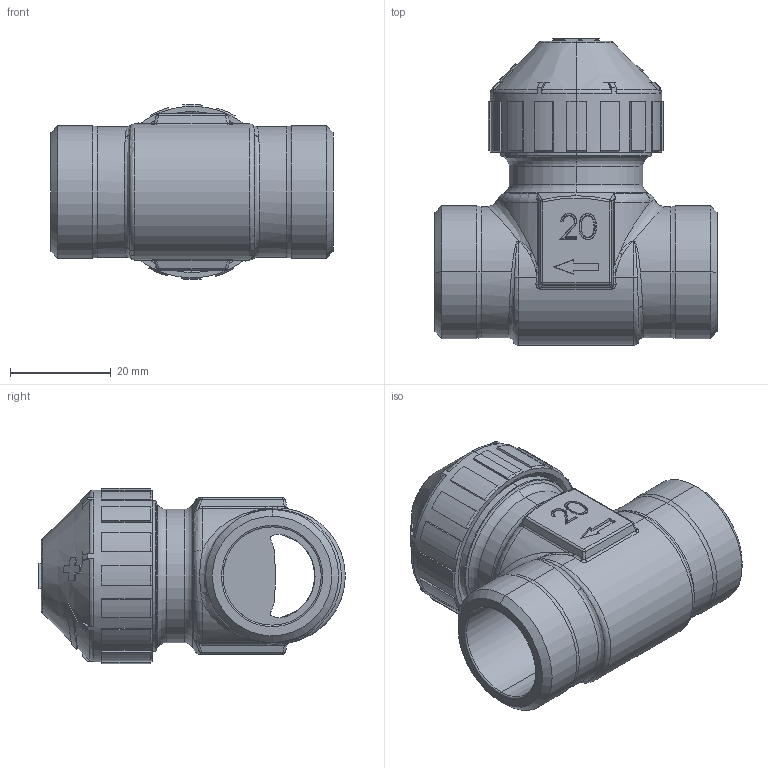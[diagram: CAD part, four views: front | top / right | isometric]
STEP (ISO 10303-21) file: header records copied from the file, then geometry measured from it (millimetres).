
FILE_DESCRIPTION (( 'STEP AP203' ), '1' );
FILE_NAME ('213134P.STEP', '2019-04-15T08:35:46', ( 'Windows User' ), ( 'Watts Water' ), 'SwSTEP 2.0', 'SolidWorks 2017', '' );
FILE_SCHEMA (( 'CONFIG_CONTROL_DESIGN' ));
Length unit declared in the file: millimetre
Products named in the file (1): 213134P
Bounding box: 56 x 60.79 x 34.74 mm (x, y, z)
Surface area: 11559.9 mm2 (no closed solid volume)
Topology: 0 solids, 2 shells, 368 faces, 985 edges, 621 vertices
Faces by surface type: plane 140, bspline 87, cylinder 64, cone 35, torus 34, sphere 8
Entity records: 16188 total; most frequent: CARTESIAN_POINT 7721, ORIENTED_EDGE 1891, DIRECTION 1523, EDGE_CURVE 981, VERTEX_POINT 621, AXIS2_PLACEMENT_3D 573, EDGE_LOOP 385, VECTOR 377
